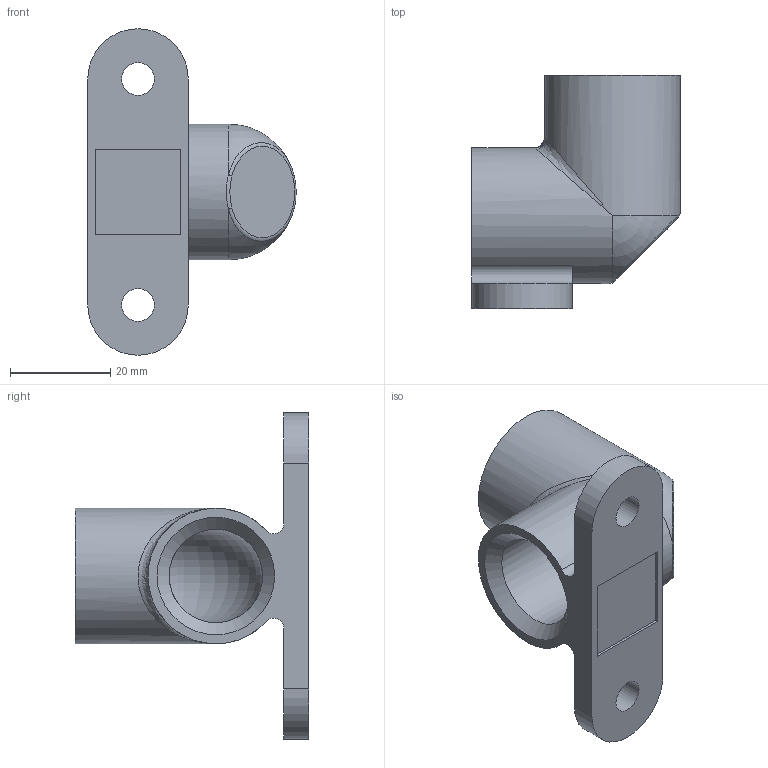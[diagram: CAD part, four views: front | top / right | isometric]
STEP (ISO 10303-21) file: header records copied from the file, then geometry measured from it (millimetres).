
FILE_DESCRIPTION(/* description */ ('Unknown'),/* implementation_level */ '2;1');
FILE_NAME(/* name */ 'R409-DN15',/* time_stamp */ '2024-04-09T08:57:23+08:00',/* author */ ('Unknown'),/* organization */ ('Unknown'),/* preprocessor_version */ 'ST-DEVELOPER v16.7',/* originating_system */ 'DEX',/* authorisation */ $);
FILE_SCHEMA (('AUTOMOTIVE_DESIGN {1 0 10303 214 3 1 1}'));
Length unit declared in the file: millimetre
Products named in the file (2): R409-DN15; R-409 DN15
Assembly tree (1 placements, depth 2):
  R409-DN15
    R-409 DN15
Bounding box: 41.5 x 46.5 x 65 mm (x, y, z)
Volume: 22250.4 mm3; surface area: 10725.3 mm2
Topology: 1 solids, 1 shells, 35 faces, 87 edges, 51 vertices
Faces by surface type: plane 12, cylinder 12, bspline 4, torus 3, cone 2, sphere 2
Full cylindrical faces by diameter (mm): 6.5 x2, 18.6 x2, 27 x2
Entity records: 1309 total; most frequent: CARTESIAN_POINT 503, DIRECTION 162, ORIENTED_EDGE 142, EDGE_CURVE 71, AXIS2_PLACEMENT_3D 68, EDGE_LOOP 50, FACE_BOUND 50, VERTEX_POINT 47
